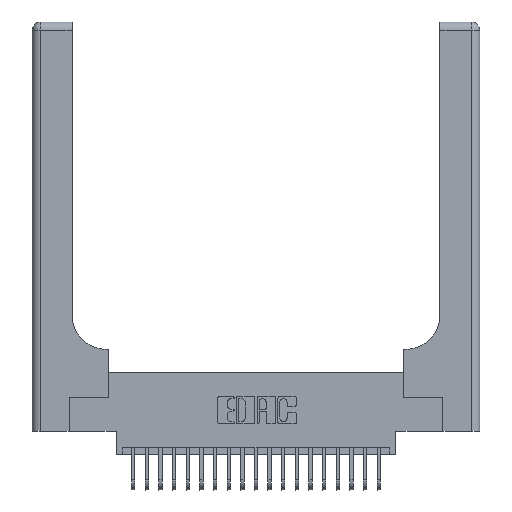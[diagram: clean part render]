
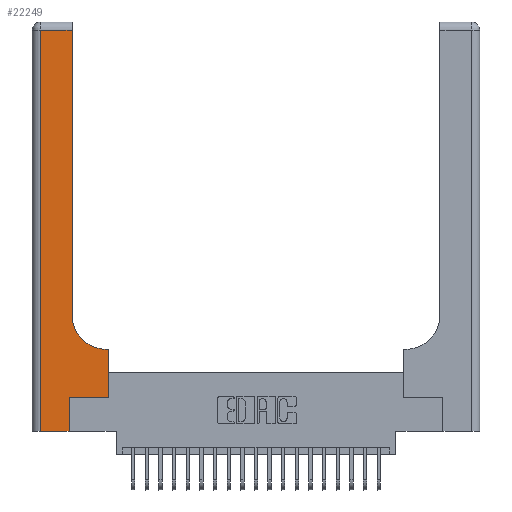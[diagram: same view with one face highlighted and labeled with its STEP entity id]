
A CAD part, top view. The second image highlights one B-rep face of the part: STEP entity #22249.
In plain terms, the highlighted planar face has unit normal (0, 0, 1).
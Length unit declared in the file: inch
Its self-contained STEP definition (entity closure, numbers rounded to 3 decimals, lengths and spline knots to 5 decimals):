
#254 = EDGE_CURVE ( 'NONE', #11751, #19445, #10053, .T. ) ;
#467 = LINE ( 'NONE', #11795, #5066 ) ;
#508 = EDGE_CURVE ( 'NONE', #18263, #18037, #4610, .T. ) ;
#841 = ORIENTED_EDGE ( 'NONE', *, *, #16141, .T. ) ;
#849 = CARTESIAN_POINT ( 'NONE',  ( 0.2915, 3., 0.37 ) ) ;
#938 = DIRECTION ( 'NONE',  ( -1., 0., 0. ) ) ;
#1244 = VERTEX_POINT ( 'NONE', #23060 ) ;
#1293 = EDGE_CURVE ( 'NONE', #1244, #11751, #13961, .T. ) ;
#1573 = EDGE_CURVE ( 'NONE', #19445, #13679, #22701, .T. ) ;
#1628 = ORIENTED_EDGE ( 'NONE', *, *, #508, .T. ) ;
#1707 = ORIENTED_EDGE ( 'NONE', *, *, #23988, .T. ) ;
#1760 = CARTESIAN_POINT ( 'NONE',  ( 0., 0., 0.37 ) ) ;
#2065 = VERTEX_POINT ( 'NONE', #23356 ) ;
#2383 = EDGE_CURVE ( 'NONE', #9681, #1244, #17247, .T. ) ;
#2418 = ORIENTED_EDGE ( 'NONE', *, *, #24090, .T. ) ;
#3718 = ORIENTED_EDGE ( 'NONE', *, *, #2383, .T. ) ;
#3741 = ORIENTED_EDGE ( 'NONE', *, *, #1293, .T. ) ;
#3983 = CARTESIAN_POINT ( 'NONE',  ( 0.06, 3., 0.37 ) ) ;
#3992 = VECTOR ( 'NONE', #6314, 39.37008 ) ;
#4610 = LINE ( 'NONE', #3983, #19451 ) ;
#5066 = VECTOR ( 'NONE', #11880, 39.37008 ) ;
#5528 = VECTOR ( 'NONE', #6433, 39.37008 ) ;
#5542 = ORIENTED_EDGE ( 'NONE', *, *, #254, .T. ) ;
#5606 = CARTESIAN_POINT ( 'NONE',  ( 0.5415, 0.6, 0.37 ) ) ;
#5783 = EDGE_CURVE ( 'NONE', #13679, #2065, #14565, .T. ) ;
#5842 = DIRECTION ( 'NONE',  ( 0., 1., 0. ) ) ;
#6314 = DIRECTION ( 'NONE',  ( 0., 1., 0. ) ) ;
#6411 = ORIENTED_EDGE ( 'NONE', *, *, #1573, .T. ) ;
#6433 = DIRECTION ( 'NONE',  ( -1., 0., 0. ) ) ;
#6470 = CARTESIAN_POINT ( 'NONE',  ( 0.2915, 0.6, 0.37 ) ) ;
#6939 = CARTESIAN_POINT ( 'NONE',  ( 0.269, 0.25, 0.37 ) ) ;
#7022 = DIRECTION ( 'NONE',  ( 1., 0., 0. ) ) ;
#8645 = DIRECTION ( 'NONE',  ( 0., 0., -1. ) ) ;
#9681 = VERTEX_POINT ( 'NONE', #14471 ) ;
#9756 = VERTEX_POINT ( 'NONE', #14718 ) ;
#10053 = LINE ( 'NONE', #6470, #5528 ) ;
#10625 = PLANE ( 'NONE',  #19683 ) ;
#11398 = CARTESIAN_POINT ( 'NONE',  ( 0.06, 2.94, 0.37 ) ) ;
#11459 = VECTOR ( 'NONE', #7022, 39.37008 ) ;
#11661 = CARTESIAN_POINT ( 'NONE',  ( 0.5585, 0.25, 0.37 ) ) ;
#11751 = VERTEX_POINT ( 'NONE', #12829 ) ;
#11795 = CARTESIAN_POINT ( 'NONE',  ( 0., 2.94, 0.37 ) ) ;
#11802 = CARTESIAN_POINT ( 'NONE',  ( 0.06, 0., 0.37 ) ) ;
#11880 = DIRECTION ( 'NONE',  ( -1., 0., 0. ) ) ;
#12575 = DIRECTION ( 'NONE',  ( 0., 0., -1. ) ) ;
#12829 = CARTESIAN_POINT ( 'NONE',  ( 0.5585, 0.6, 0.37 ) ) ;
#13312 = VECTOR ( 'NONE', #16400, 39.37008 ) ;
#13323 = DIRECTION ( 'NONE',  ( 0., -1., 0. ) ) ;
#13338 = VECTOR ( 'NONE', #5842, 39.37008 ) ;
#13679 = VERTEX_POINT ( 'NONE', #15243 ) ;
#13961 = LINE ( 'NONE', #11661, #13338 ) ;
#14112 = EDGE_LOOP ( 'NONE', ( #23321, #841, #1628, #1707, #2418, #3718, #3741, #5542, #6411 ) ) ;
#14323 = VECTOR ( 'NONE', #17299, 39.37008 ) ;
#14471 = CARTESIAN_POINT ( 'NONE',  ( 0.269, 0.25, 0.37 ) ) ;
#14565 = LINE ( 'NONE', #849, #13312 ) ;
#14718 = CARTESIAN_POINT ( 'NONE',  ( 0.269, 0., 0.37 ) ) ;
#15243 = CARTESIAN_POINT ( 'NONE',  ( 0.2915, 0.85, 0.37 ) ) ;
#16141 = EDGE_CURVE ( 'NONE', #2065, #18263, #467, .T. ) ;
#16400 = DIRECTION ( 'NONE',  ( 0., 1., 0. ) ) ;
#16412 = CARTESIAN_POINT ( 'NONE',  ( 0., 3., 0.37 ) ) ;
#17247 = LINE ( 'NONE', #6939, #11459 ) ;
#17299 = DIRECTION ( 'NONE',  ( 1., 0., 0. ) ) ;
#18037 = VERTEX_POINT ( 'NONE', #11802 ) ;
#18263 = VERTEX_POINT ( 'NONE', #11398 ) ;
#19445 = VERTEX_POINT ( 'NONE', #5606 ) ;
#19451 = VECTOR ( 'NONE', #13323, 39.37008 ) ;
#19683 = AXIS2_PLACEMENT_3D ( 'NONE', #16412, #12575, #938 ) ;
#19835 = CARTESIAN_POINT ( 'NONE',  ( 0.269, 0., 0.37 ) ) ;
#20234 = CARTESIAN_POINT ( 'NONE',  ( 0.5415, 0.85, 0.37 ) ) ;
#22169 = DIRECTION ( 'NONE',  ( 1., 0., 0. ) ) ;
#22186 = LINE ( 'NONE', #19835, #3992 ) ;
#22249 = ADVANCED_FACE ( 'NONE', ( #22283 ), #10625, .F. ) ;
#22283 = FACE_OUTER_BOUND ( 'NONE', #14112, .T. ) ;
#22701 = CIRCLE ( 'NONE', #24142, 0.25 ) ;
#23060 = CARTESIAN_POINT ( 'NONE',  ( 0.5585, 0.25, 0.37 ) ) ;
#23321 = ORIENTED_EDGE ( 'NONE', *, *, #5783, .T. ) ;
#23356 = CARTESIAN_POINT ( 'NONE',  ( 0.2915, 2.94, 0.37 ) ) ;
#23929 = LINE ( 'NONE', #1760, #14323 ) ;
#23988 = EDGE_CURVE ( 'NONE', #18037, #9756, #23929, .T. ) ;
#24090 = EDGE_CURVE ( 'NONE', #9756, #9681, #22186, .T. ) ;
#24142 = AXIS2_PLACEMENT_3D ( 'NONE', #20234, #8645, #22169 ) ;
